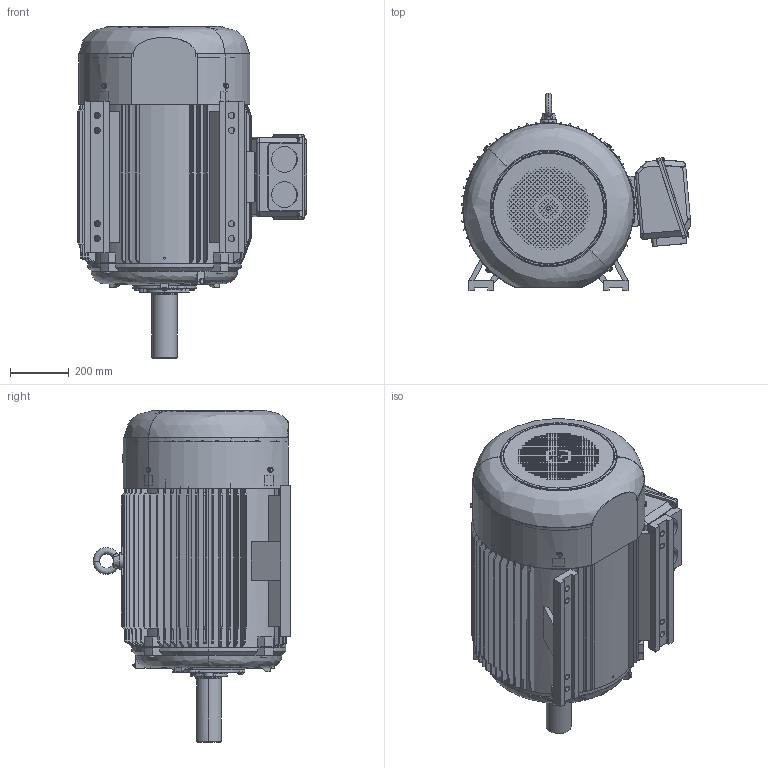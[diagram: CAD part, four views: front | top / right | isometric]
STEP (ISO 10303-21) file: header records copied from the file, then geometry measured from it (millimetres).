
FILE_DESCRIPTION (( 'STEP AP214' ), '1' );
FILE_NAME ('PEWWE-445T-468P.STEP', '2018-07-31T16:06:46', ( '' ), ( '' ), 'SwSTEP 2.0', 'SolidWorks 2017', '' );
FILE_SCHEMA (( 'AUTOMOTIVE_DESIGN' ));
Length unit declared in the file: inch
Products named in the file (1): PEWWE-445T-468P
Bounding box: 781.68 x 672.8 x 1130 mm (x, y, z)
Volume: 38087005.1 mm3; surface area: 6577660.9 mm2
Topology: 44 solids, 44 shells, 4120 faces, 10047 edges, 6601 vertices
Faces by surface type: plane 3168, cylinder 497, cone 279, bspline 176
Entity records: 183731 total; most frequent: CARTESIAN_POINT 33238, ORIENTED_EDGE 20082, DIRECTION 18581, EDGE_CURVE 10041, VECTOR 7903, LINE 7903, VERTEX_POINT 6601, AXIS2_PLACEMENT_3D 5339
